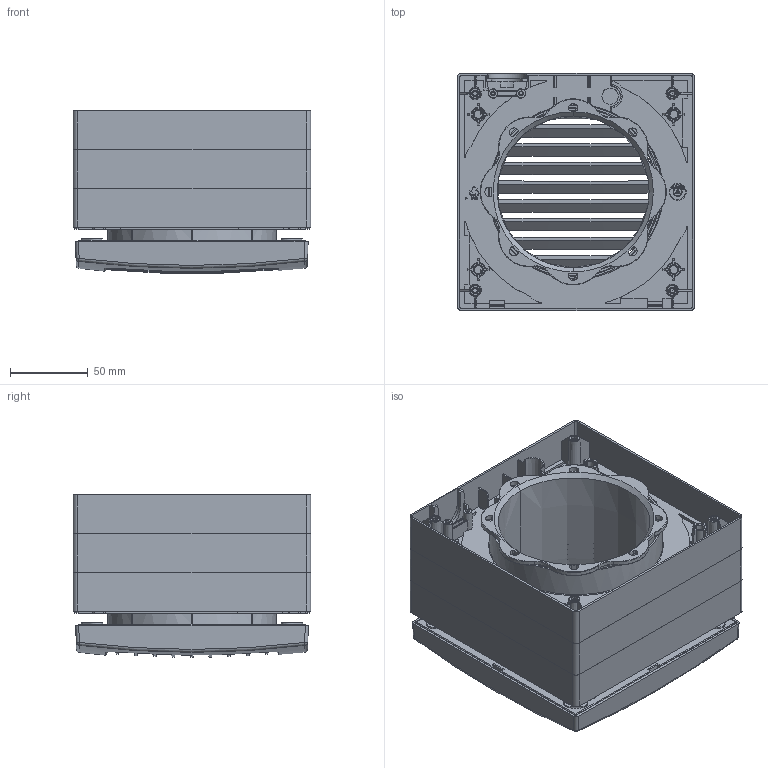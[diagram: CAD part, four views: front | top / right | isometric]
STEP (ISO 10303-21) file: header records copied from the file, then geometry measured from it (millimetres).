
FILE_DESCRIPTION(('Creo Elements/Direct Modeling STEP Export'),'2;1');
FILE_NAME('FE100_1_SG.stp','2022-10-07T 8:14:22',(''),(''),'PTC Creo Elements/Direct Modeling STEP processor for AP214 (Solid Model)','PTC Creo Elements/Direct Modeling 19.0C 15-Aug-2015 (C) Parametric Technology GmbH','');
FILE_SCHEMA(('AUTOMOTIVE_DESIGN { 1 0 10303 214 1 1 1 1 }'));
Length unit declared in the file: millimetre
Products named in the file (6): Stutzen_SK5402; Gitter; Adapter; Gitter_kpl.1; Distanzrahmen_SK5401.3; FE100_1_SG
Assembly tree (7 placements, depth 3):
  FE100_1_SG
    Distanzrahmen_SK5401.3  x3
    Gitter_kpl.1
      Adapter
      Gitter
    Stutzen_SK5402
Bounding box: 153.09 x 153.09 x 104.72 mm (x, y, z)
Volume: 354787.8 mm3; surface area: 470510.6 mm2
Topology: 6 solids, 6 shells, 3326 faces, 9267 edges, 6126 vertices
Faces by surface type: plane 2193, cone 577, cylinder 362, torus 97, bspline 66, sphere 30, extrusion 1
Entity records: 98578 total; most frequent: CARTESIAN_POINT 52454, ORIENTED_EDGE 10290, DIRECTION 8437, EDGE_CURVE 5145, VERTEX_POINT 3384, VECTOR 3335, LINE 3334, AXIS2_PLACEMENT_3D 2551
